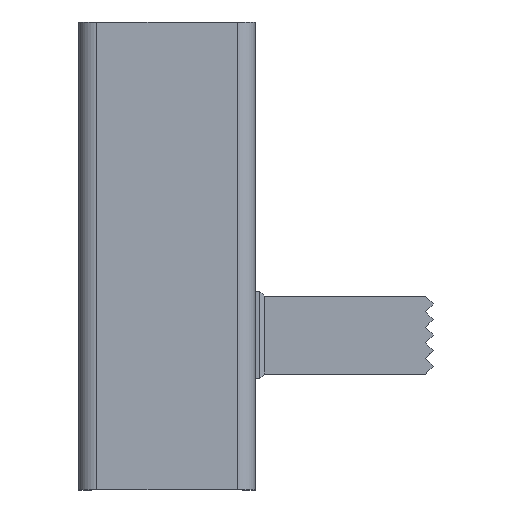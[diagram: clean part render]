
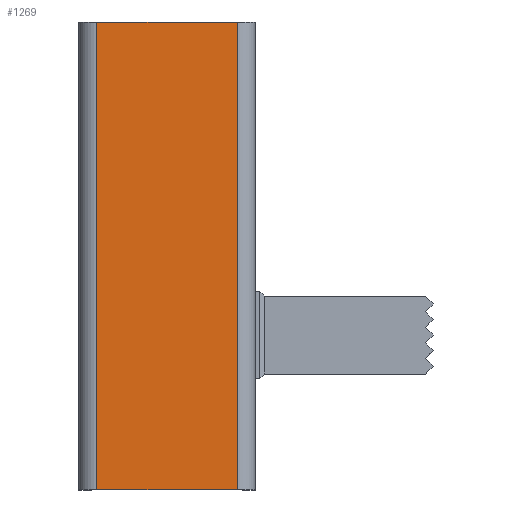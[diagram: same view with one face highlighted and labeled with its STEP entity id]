
A CAD part, top view. The second image highlights one B-rep face of the part: STEP entity #1269.
In plain terms, the highlighted planar face has unit normal (0, 0, 1).
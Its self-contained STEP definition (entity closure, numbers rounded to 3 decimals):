
#1269=ADVANCED_FACE('',(#2521),#2522,.F.);
#2521=FACE_OUTER_BOUND('',#3935,.T.);
#2522=PLANE('',#3936);
#3935=EDGE_LOOP('',(#6906,#6907,#6908,#6909));
#3936=AXIS2_PLACEMENT_3D('',#6910,#6911,#6912);
#6906=ORIENTED_EDGE('',*,*,#9152,.T.);
#6907=ORIENTED_EDGE('',*,*,#9153,.T.);
#6908=ORIENTED_EDGE('',*,*,#9154,.F.);
#6909=ORIENTED_EDGE('',*,*,#9155,.T.);
#6910=CARTESIAN_POINT('',(3.4,-9.0,2.75));
#6911=DIRECTION('',(0.,0.0,-1.0));
#6912=DIRECTION('',(-1.0,0.0,0.));
#9152=EDGE_CURVE('',#11173,#11174,#11175,.T.);
#9153=EDGE_CURVE('',#11174,#11176,#11177,.F.);
#9154=EDGE_CURVE('',#11178,#11176,#11179,.T.);
#9155=EDGE_CURVE('',#11178,#11173,#11180,.T.);
#11173=VERTEX_POINT('',#14088);
#11174=VERTEX_POINT('',#14089);
#11175=LINE('',#14090,#14091);
#11176=VERTEX_POINT('',#14092);
#11177=LINE('',#14093,#14094);
#11178=VERTEX_POINT('',#14095);
#11179=LINE('',#14096,#14097);
#11180=LINE('',#14098,#14099);
#14088=CARTESIAN_POINT('',(2.7,9.0,2.75));
#14089=CARTESIAN_POINT('',(-2.7,9.0,2.75));
#14090=CARTESIAN_POINT('',(3.4,9.0,2.75));
#14091=VECTOR('',#15988,1000.0);
#14092=CARTESIAN_POINT('',(-2.7,-9.0,2.75));
#14093=CARTESIAN_POINT('',(-2.7,-9.0,2.75));
#14094=VECTOR('',#15989,1000.0);
#14095=CARTESIAN_POINT('',(2.7,-9.0,2.75));
#14096=CARTESIAN_POINT('',(3.4,-9.0,2.75));
#14097=VECTOR('',#15990,1000.0);
#14098=CARTESIAN_POINT('',(2.7,-9.0,2.75));
#14099=VECTOR('',#15991,1000.0);
#15988=DIRECTION('',(-1.0,0.0,0.));
#15989=DIRECTION('',(0.0,1.0,0.0));
#15990=DIRECTION('',(-1.0,0.0,0.));
#15991=DIRECTION('',(0.0,1.0,0.0));
